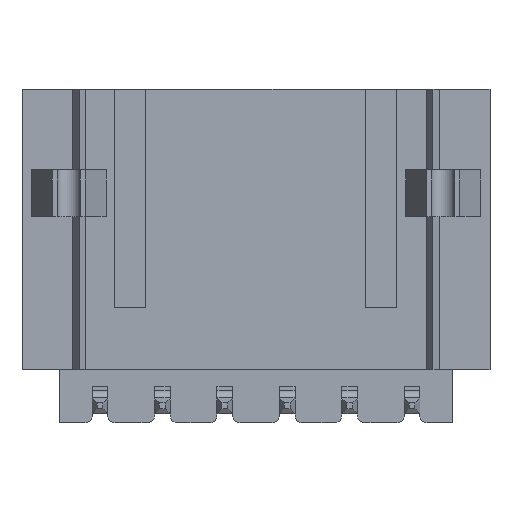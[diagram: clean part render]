
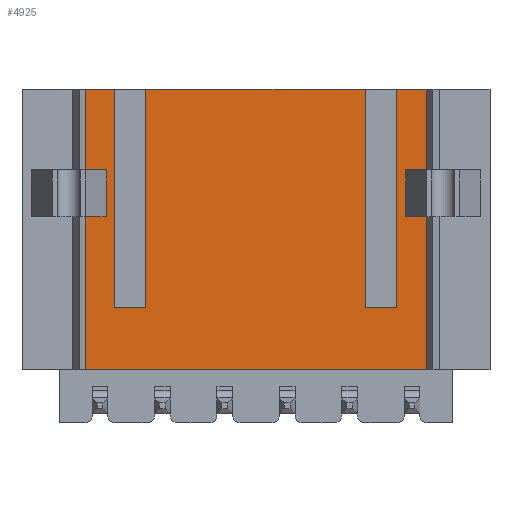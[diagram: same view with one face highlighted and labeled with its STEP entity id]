
A CAD part, front view. The second image highlights one B-rep face of the part: STEP entity #4925.
In plain terms, the highlighted planar face has unit normal (0, -1, 0).
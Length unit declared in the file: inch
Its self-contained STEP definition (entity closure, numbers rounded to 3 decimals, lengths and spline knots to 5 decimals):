
#113=DIRECTION('',(1.,0.,0.));
#114=VECTOR('',#113,0.01877);
#115=CARTESIAN_POINT('',(-0.27377,-0.1,0.02057));
#116=LINE('',#115,#114);
#117=DIRECTION('',(0.,0.,1.));
#118=VECTOR('',#117,0.075);
#119=CARTESIAN_POINT('',(-0.255,-0.1,0.02057));
#120=LINE('',#119,#118);
#121=DIRECTION('',(1.,0.,0.));
#122=VECTOR('',#121,0.01877);
#123=CARTESIAN_POINT('',(-0.27377,-0.1,0.09557));
#124=LINE('',#123,#122);
#125=DIRECTION('',(0.,0.,-1.));
#126=VECTOR('',#125,0.12943);
#127=CARTESIAN_POINT('',(-0.27377,-0.1,0.225));
#128=LINE('',#127,#126);
#129=DIRECTION('',(1.,0.,0.));
#130=VECTOR('',#129,0.04705);
#131=CARTESIAN_POINT('',(-0.27377,-0.1,0.225));
#132=LINE('',#131,#130);
#133=DIRECTION('',(0.,0.,-1.));
#134=VECTOR('',#133,0.35);
#135=CARTESIAN_POINT('',(-0.22672,-0.1,0.225));
#136=LINE('',#135,#134);
#137=DIRECTION('',(1.,0.,0.));
#138=VECTOR('',#137,0.05);
#139=CARTESIAN_POINT('',(-0.22672,-0.1,-0.125));
#140=LINE('',#139,#138);
#141=DIRECTION('',(0.,0.,-1.));
#142=VECTOR('',#141,0.35);
#143=CARTESIAN_POINT('',(-0.17672,-0.1,0.225));
#144=LINE('',#143,#142);
#145=DIRECTION('',(1.,0.,0.));
#146=VECTOR('',#145,0.35172);
#147=CARTESIAN_POINT('',(-0.17672,-0.1,0.225));
#148=LINE('',#147,#146);
#149=DIRECTION('',(0.,0.,-1.));
#150=VECTOR('',#149,0.35);
#151=CARTESIAN_POINT('',(0.175,-0.1,0.225));
#152=LINE('',#151,#150);
#153=DIRECTION('',(-1.,0.,0.));
#154=VECTOR('',#153,0.05);
#155=CARTESIAN_POINT('',(0.225,-0.1,-0.125));
#156=LINE('',#155,#154);
#157=DIRECTION('',(0.,0.,-1.));
#158=VECTOR('',#157,0.35);
#159=CARTESIAN_POINT('',(0.225,-0.1,0.225));
#160=LINE('',#159,#158);
#161=DIRECTION('',(1.,0.,0.));
#162=VECTOR('',#161,0.04877);
#163=CARTESIAN_POINT('',(0.225,-0.1,0.225));
#164=LINE('',#163,#162);
#165=DIRECTION('',(0.,0.,-1.));
#166=VECTOR('',#165,0.12943);
#167=CARTESIAN_POINT('',(0.27377,-0.1,0.225));
#168=LINE('',#167,#166);
#169=DIRECTION('',(1.,0.,0.));
#170=VECTOR('',#169,0.01877);
#171=CARTESIAN_POINT('',(0.255,-0.1,0.09557));
#172=LINE('',#171,#170);
#173=DIRECTION('',(0.,0.,1.));
#174=VECTOR('',#173,0.075);
#175=CARTESIAN_POINT('',(0.255,-0.1,0.02057));
#176=LINE('',#175,#174);
#177=DIRECTION('',(1.,0.,0.));
#178=VECTOR('',#177,0.01877);
#179=CARTESIAN_POINT('',(0.255,-0.1,0.02057));
#180=LINE('',#179,#178);
#181=DIRECTION('',(0.,0.,-1.));
#182=VECTOR('',#181,0.24557);
#183=CARTESIAN_POINT('',(0.27377,-0.1,0.02057));
#184=LINE('',#183,#182);
#185=DIRECTION('',(0.,0.,-1.));
#186=VECTOR('',#185,0.24557);
#187=CARTESIAN_POINT('',(-0.27377,-0.1,0.02057));
#188=LINE('',#187,#186);
#469=DIRECTION('',(1.,0.,0.));
#470=VECTOR('',#469,0.54754);
#471=CARTESIAN_POINT('',(-0.27377,-0.1,-0.225));
#472=LINE('',#471,#470);
#3677=CARTESIAN_POINT('',(0.225,-0.1,0.225));
#3679=VERTEX_POINT('',#3677);
#3681=CARTESIAN_POINT('',(0.175,-0.1,0.225));
#3683=VERTEX_POINT('',#3681);
#3685=CARTESIAN_POINT('',(0.225,-0.1,-0.125));
#3686=VERTEX_POINT('',#3685);
#3687=CARTESIAN_POINT('',(0.175,-0.1,-0.125));
#3688=VERTEX_POINT('',#3687);
#3887=CARTESIAN_POINT('',(-0.27377,-0.1,-0.225));
#3888=CARTESIAN_POINT('',(0.27377,-0.1,-0.225));
#3889=VERTEX_POINT('',#3887);
#3890=VERTEX_POINT('',#3888);
#3893=CARTESIAN_POINT('',(-0.27377,-0.1,0.225));
#3895=VERTEX_POINT('',#3893);
#3903=CARTESIAN_POINT('',(0.27377,-0.1,0.225));
#3904=VERTEX_POINT('',#3903);
#4109=CARTESIAN_POINT('',(-0.22672,-0.1,0.225));
#4111=VERTEX_POINT('',#4109);
#4113=CARTESIAN_POINT('',(-0.17672,-0.1,0.225));
#4115=VERTEX_POINT('',#4113);
#4117=CARTESIAN_POINT('',(-0.22672,-0.1,-0.125));
#4118=CARTESIAN_POINT('',(-0.17672,-0.1,-0.125));
#4119=VERTEX_POINT('',#4117);
#4120=VERTEX_POINT('',#4118);
#4273=CARTESIAN_POINT('',(-0.27377,-0.1,0.02057));
#4274=CARTESIAN_POINT('',(-0.255,-0.1,0.02057));
#4275=VERTEX_POINT('',#4273);
#4276=VERTEX_POINT('',#4274);
#4277=CARTESIAN_POINT('',(0.255,-0.1,0.02057));
#4278=CARTESIAN_POINT('',(0.27377,-0.1,0.02057));
#4279=VERTEX_POINT('',#4277);
#4280=VERTEX_POINT('',#4278);
#4289=CARTESIAN_POINT('',(-0.27377,-0.1,0.09557));
#4290=CARTESIAN_POINT('',(-0.255,-0.1,0.09557));
#4291=VERTEX_POINT('',#4289);
#4292=VERTEX_POINT('',#4290);
#4293=CARTESIAN_POINT('',(0.255,-0.1,0.09557));
#4294=CARTESIAN_POINT('',(0.27377,-0.1,0.09557));
#4295=VERTEX_POINT('',#4293);
#4296=VERTEX_POINT('',#4294);
#4882=CARTESIAN_POINT('',(-0.35015,-0.1,0.225));
#4883=DIRECTION('',(0.,-1.,0.));
#4884=DIRECTION('',(0.,0.,-1.));
#4885=AXIS2_PLACEMENT_3D('',#4882,#4883,#4884);
#4886=PLANE('',#4885);
#4888=ORIENTED_EDGE('',*,*,#4887,.T.);
#4890=ORIENTED_EDGE('',*,*,#4889,.T.);
#4892=ORIENTED_EDGE('',*,*,#4891,.F.);
#4894=ORIENTED_EDGE('',*,*,#4893,.F.);
#4895=ORIENTED_EDGE('',*,*,#4811,.T.);
#4897=ORIENTED_EDGE('',*,*,#4896,.T.);
#4899=ORIENTED_EDGE('',*,*,#4898,.T.);
#4900=ORIENTED_EDGE('',*,*,#4848,.F.);
#4901=ORIENTED_EDGE('',*,*,#4771,.T.);
#4903=ORIENTED_EDGE('',*,*,#4902,.T.);
#4905=ORIENTED_EDGE('',*,*,#4904,.F.);
#4907=ORIENTED_EDGE('',*,*,#4906,.F.);
#4908=ORIENTED_EDGE('',*,*,#4787,.T.);
#4910=ORIENTED_EDGE('',*,*,#4909,.T.);
#4912=ORIENTED_EDGE('',*,*,#4911,.F.);
#4914=ORIENTED_EDGE('',*,*,#4913,.F.);
#4916=ORIENTED_EDGE('',*,*,#4915,.T.);
#4918=ORIENTED_EDGE('',*,*,#4917,.T.);
#4920=ORIENTED_EDGE('',*,*,#4919,.F.);
#4922=ORIENTED_EDGE('',*,*,#4921,.F.);
#4923=EDGE_LOOP('',(#4888,#4890,#4892,#4894,#4895,#4897,#4899,#4900,#4901,#4903,
#4905,#4907,#4908,#4910,#4912,#4914,#4916,#4918,#4920,#4922));
#4924=FACE_OUTER_BOUND('',#4923,.F.);
#4925=ADVANCED_FACE('',(#4924),#4886,.T.);
#4771=EDGE_CURVE('',#4115,#3683,#148,.T.);
#4787=EDGE_CURVE('',#3679,#3904,#164,.T.);
#4811=EDGE_CURVE('',#3895,#4111,#132,.T.);
#4848=EDGE_CURVE('',#4115,#4120,#144,.T.);
#4887=EDGE_CURVE('',#4275,#4276,#116,.T.);
#4889=EDGE_CURVE('',#4276,#4292,#120,.T.);
#4891=EDGE_CURVE('',#4291,#4292,#124,.T.);
#4893=EDGE_CURVE('',#3895,#4291,#128,.T.);
#4896=EDGE_CURVE('',#4111,#4119,#136,.T.);
#4898=EDGE_CURVE('',#4119,#4120,#140,.T.);
#4902=EDGE_CURVE('',#3683,#3688,#152,.T.);
#4904=EDGE_CURVE('',#3686,#3688,#156,.T.);
#4906=EDGE_CURVE('',#3679,#3686,#160,.T.);
#4909=EDGE_CURVE('',#3904,#4296,#168,.T.);
#4911=EDGE_CURVE('',#4295,#4296,#172,.T.);
#4913=EDGE_CURVE('',#4279,#4295,#176,.T.);
#4915=EDGE_CURVE('',#4279,#4280,#180,.T.);
#4917=EDGE_CURVE('',#4280,#3890,#184,.T.);
#4919=EDGE_CURVE('',#3889,#3890,#472,.T.);
#4921=EDGE_CURVE('',#4275,#3889,#188,.T.);
